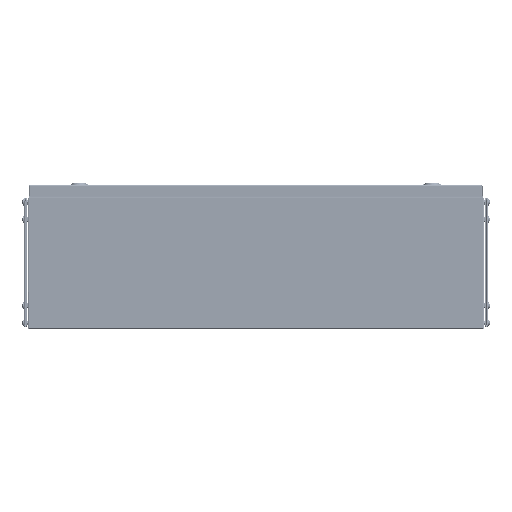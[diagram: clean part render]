
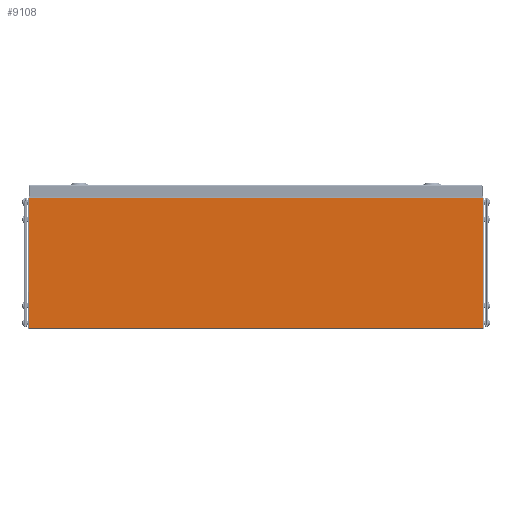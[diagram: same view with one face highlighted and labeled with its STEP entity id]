
A CAD part, left-side view. The second image highlights one B-rep face of the part: STEP entity #9108.
In plain terms, the highlighted planar face has unit normal (-1, 0, 0).
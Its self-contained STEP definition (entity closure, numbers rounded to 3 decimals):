
#1771 = CARTESIAN_POINT ( 'NONE',  ( -400., 0., 0. ) ) ;
#1991 = CARTESIAN_POINT ( 'NONE',  ( -400., -395.5, 227.5 ) ) ;
#3555 = DIRECTION ( 'NONE',  ( 0., 0., -1. ) ) ;
#6226 = CARTESIAN_POINT ( 'NONE',  ( -400., 395.5, 227.5 ) ) ;
#9108 = ADVANCED_FACE ( 'NONE', ( #79095 ), #37923, .F. ) ;
#11705 = DIRECTION ( 'NONE',  ( 0., 1., 0. ) ) ;
#16915 = DIRECTION ( 'NONE',  ( 0., 0., -1. ) ) ;
#17303 = CARTESIAN_POINT ( 'NONE',  ( -400., -395.5, 227.5 ) ) ;
#20241 = ORIENTED_EDGE ( 'NONE', *, *, #74509, .T. ) ;
#25863 = VERTEX_POINT ( 'NONE', #85830 ) ;
#26828 = EDGE_CURVE ( 'NONE', #56278, #29600, #41822, .T. ) ;
#27326 = VECTOR ( 'NONE', #35448, 1000. ) ;
#29600 = VERTEX_POINT ( 'NONE', #6226 ) ;
#30937 = LINE ( 'NONE', #59000, #53031 ) ;
#32053 = LINE ( 'NONE', #59676, #62428 ) ;
#35448 = DIRECTION ( 'NONE',  ( 0., 1., 0. ) ) ;
#37879 = EDGE_LOOP ( 'NONE', ( #68487, #20241, #47037, #80180 ) ) ;
#37923 = PLANE ( 'NONE',  #55422 ) ;
#41822 = LINE ( 'NONE', #1991, #27326 ) ;
#47037 = ORIENTED_EDGE ( 'NONE', *, *, #84658, .F. ) ;
#49385 = LINE ( 'NONE', #77896, #54651 ) ;
#53031 = VECTOR ( 'NONE', #16915, 1000. ) ;
#54651 = VECTOR ( 'NONE', #77009, 1000. ) ;
#55422 = AXIS2_PLACEMENT_3D ( 'NONE', #1771, #65523, #3555 ) ;
#56278 = VERTEX_POINT ( 'NONE', #17303 ) ;
#59000 = CARTESIAN_POINT ( 'NONE',  ( -400., 395.5, 0. ) ) ;
#59095 = VERTEX_POINT ( 'NONE', #70712 ) ;
#59676 = CARTESIAN_POINT ( 'NONE',  ( -400., 395.5, 1. ) ) ;
#62428 = VECTOR ( 'NONE', #11705, 1000. ) ;
#65523 = DIRECTION ( 'NONE',  ( 1., 0., 0. ) ) ;
#68354 = EDGE_CURVE ( 'NONE', #25863, #56278, #49385, .T. ) ;
#68487 = ORIENTED_EDGE ( 'NONE', *, *, #26828, .T. ) ;
#70712 = CARTESIAN_POINT ( 'NONE',  ( -400., 395.5, 1. ) ) ;
#74509 = EDGE_CURVE ( 'NONE', #29600, #59095, #30937, .T. ) ;
#77009 = DIRECTION ( 'NONE',  ( 0., 0., 1. ) ) ;
#77896 = CARTESIAN_POINT ( 'NONE',  ( -400., -395.5, 0. ) ) ;
#79095 = FACE_OUTER_BOUND ( 'NONE', #37879, .T. ) ;
#80180 = ORIENTED_EDGE ( 'NONE', *, *, #68354, .T. ) ;
#84658 = EDGE_CURVE ( 'NONE', #25863, #59095, #32053, .T. ) ;
#85830 = CARTESIAN_POINT ( 'NONE',  ( -400., -395.5, 1. ) ) ;
